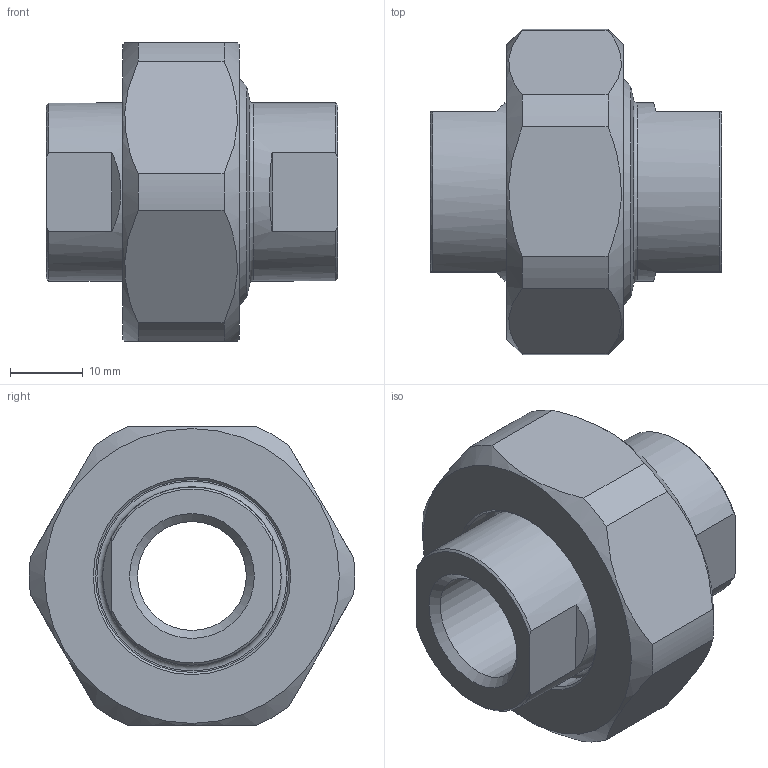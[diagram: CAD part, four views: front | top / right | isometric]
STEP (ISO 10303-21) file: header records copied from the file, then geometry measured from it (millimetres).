
FILE_DESCRIPTION(/* description */ (''),/* implementation_level */ '2;1');
FILE_NAME(/* name */ '3D_R666-DN10-DN25-DN10_171130032.stp',/* time_stamp */ '2021-07-02T13:58:41+02:00',/* author */ ('cad'),/* organization */ (''),/* preprocessor_version */ 'ST-DEVELOPER v18.1',/* originating_system */ 'Autodesk Inventor 2022',/* authorisation */ '');
FILE_SCHEMA (('AUTOMOTIVE_DESIGN { 1 0 10303 214 3 1 1 }'));
Length unit declared in the file: millimetre
Products named in the file (4): 3D_R666-DN10-DN25-DN10_171130032; 3D_R666-M-DN25_17113930; 3D_R666-G-DN10-DN25_17113525; 3D_R666-E-DN10-DN25_17113125
Assembly tree (3 placements, depth 2):
  3D_R666-DN10-DN25-DN10_171130032
    3D_R666-M-DN25_17113930
    3D_R666-G-DN10-DN25_17113525
    3D_R666-E-DN10-DN25_17113125
Bounding box: 40 x 44.68 x 41 mm (x, y, z)
Volume: 26449 mm3; surface area: 12040.3 mm2
Topology: 3 solids, 3 shells, 57 faces, 145 edges, 96 vertices
Faces by surface type: plane 22, cone 18, cylinder 14, torus 3
Full cylindrical faces by diameter (mm): 14.95 x2, 24.5 x2, 26.5 x1, 29.5 x1, 30.291 x1, 33.1 x1
Entity records: 1893 total; most frequent: CARTESIAN_POINT 345, DIRECTION 328, ORIENTED_EDGE 290, EDGE_CURVE 145, AXIS2_PLACEMENT_3D 139, VERTEX_POINT 96, CIRCLE 71, EDGE_LOOP 65
